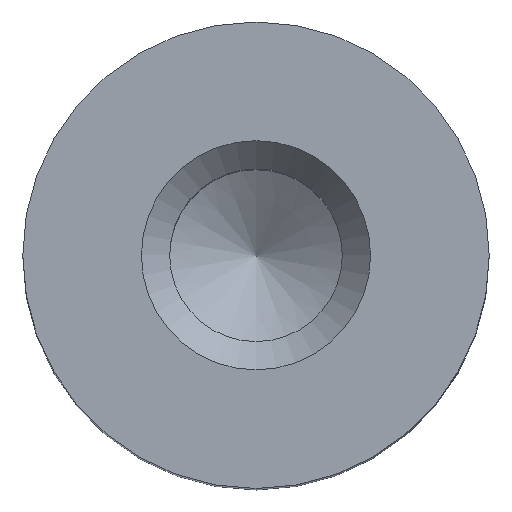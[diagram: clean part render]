
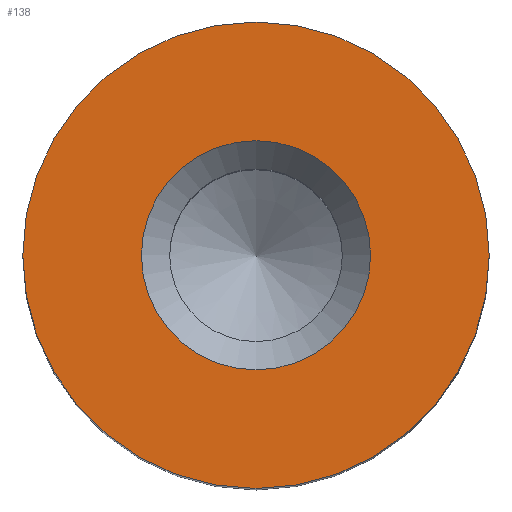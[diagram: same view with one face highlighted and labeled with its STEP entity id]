
A CAD part, top view. The second image highlights one B-rep face of the part: STEP entity #138.
In plain terms, the highlighted planar face has unit normal (0, 0, 1).
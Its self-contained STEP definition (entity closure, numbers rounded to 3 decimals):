
#24=PLANE('',#154);
#30=ORIENTED_EDGE('',*,*,#41,.T.);
#31=ORIENTED_EDGE('',*,*,#40,.F.);
#40=EDGE_CURVE('',#46,#46,#53,.T.);
#41=EDGE_CURVE('',#47,#47,#54,.T.);
#46=VERTEX_POINT('',#199);
#47=VERTEX_POINT('',#202);
#53=CIRCLE('',#153,1.65);
#54=CIRCLE('',#155,0.811);
#61=EDGE_LOOP('',(#30));
#62=EDGE_LOOP('',(#31));
#73=FACE_BOUND('',#61,.T.);
#74=FACE_BOUND('',#62,.T.);
#138=ADVANCED_FACE('',(#73,#74),#24,.T.);
#153=AXIS2_PLACEMENT_3D('',#198,#174,#175);
#154=AXIS2_PLACEMENT_3D('',#200,#176,#177);
#155=AXIS2_PLACEMENT_3D('',#201,#178,#179);
#174=DIRECTION('',(0.,0.,-1.));
#175=DIRECTION('',(-1.,0.,0.));
#176=DIRECTION('',(0.,0.,1.));
#177=DIRECTION('',(1.,0.,0.));
#178=DIRECTION('',(0.,0.,-1.));
#179=DIRECTION('',(1.,0.,0.));
#198=CARTESIAN_POINT('',(0.,0.,6.));
#199=CARTESIAN_POINT('',(-1.65,0.,6.));
#200=CARTESIAN_POINT('',(-1.65,0.,6.));
#201=CARTESIAN_POINT('',(0.,0.,6.));
#202=CARTESIAN_POINT('',(0.811,0.,6.));
